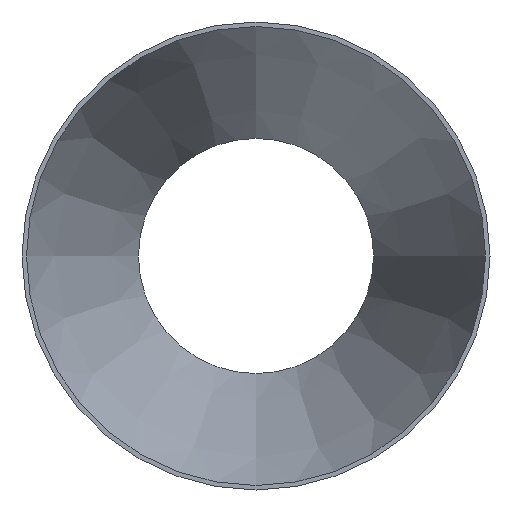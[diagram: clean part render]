
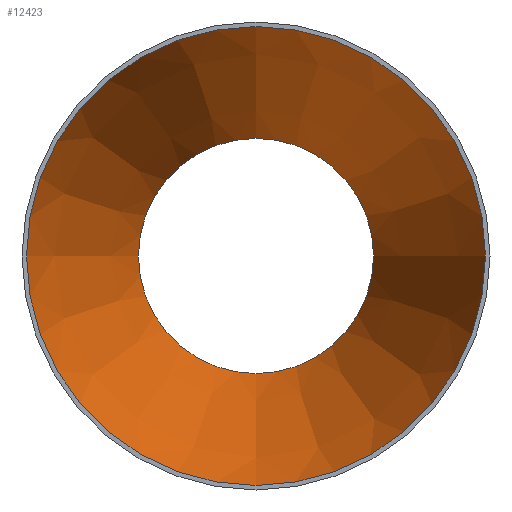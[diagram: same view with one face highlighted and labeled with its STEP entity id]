
A CAD part, front view. The second image highlights one B-rep face of the part: STEP entity #12423.
In plain terms, the highlighted conical face has half-angle 19.021 degrees and reference radius 107.434 mm.
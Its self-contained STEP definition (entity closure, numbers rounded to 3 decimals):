
#1136 = AXIS2_PLACEMENT_3D ( 'NONE', #16791, #18531, #16340 ) ;
#1279 = CARTESIAN_POINT ( 'NONE',  ( 0., 0., 0. ) ) ;
#1398 = AXIS2_PLACEMENT_3D ( 'NONE', #1279, #12274, #15500 ) ;
#1519 = CIRCLE ( 'NONE', #21496, 55.034 ) ;
#2051 = EDGE_CURVE ( 'NONE', #7259, #7259, #1519, .T. ) ;
#5737 = CARTESIAN_POINT ( 'NONE',  ( 0., 0., -107.434 ) ) ;
#7259 = VERTEX_POINT ( 'NONE', #12441 ) ;
#7381 = VERTEX_POINT ( 'NONE', #5737 ) ;
#8469 = FACE_OUTER_BOUND ( 'NONE', #20542, .T. ) ;
#9309 = DIRECTION ( 'NONE',  ( 0., -1., 0. ) ) ;
#10132 = EDGE_LOOP ( 'NONE', ( #10556 ) ) ;
#10556 = ORIENTED_EDGE ( 'NONE', *, *, #2051, .F. ) ;
#12274 = DIRECTION ( 'NONE',  ( 0., -1., 0. ) ) ;
#12423 = ADVANCED_FACE ( 'NONE', ( #18982, #8469 ), #16536, .F. ) ;
#12441 = CARTESIAN_POINT ( 'NONE',  ( 0., 152., -55.034 ) ) ;
#12875 = DIRECTION ( 'NONE',  ( 0., 0., -1. ) ) ;
#14447 = CIRCLE ( 'NONE', #1136, 107.434 ) ;
#15500 = DIRECTION ( 'NONE',  ( 0., 0., -1. ) ) ;
#16340 = DIRECTION ( 'NONE',  ( 0., 0., -1. ) ) ;
#16536 = CONICAL_SURFACE ( 'NONE', #1398, 107.434, 0.332 ) ;
#16791 = CARTESIAN_POINT ( 'NONE',  ( 0., 0., 0. ) ) ;
#17963 = CARTESIAN_POINT ( 'NONE',  ( 0., 152., 0. ) ) ;
#18203 = EDGE_CURVE ( 'NONE', #7381, #7381, #14447, .T. ) ;
#18531 = DIRECTION ( 'NONE',  ( 0., -1., 0. ) ) ;
#18914 = ORIENTED_EDGE ( 'NONE', *, *, #18203, .T. ) ;
#18982 = FACE_BOUND ( 'NONE', #10132, .T. ) ;
#20542 = EDGE_LOOP ( 'NONE', ( #18914 ) ) ;
#21496 = AXIS2_PLACEMENT_3D ( 'NONE', #17963, #9309, #12875 ) ;
